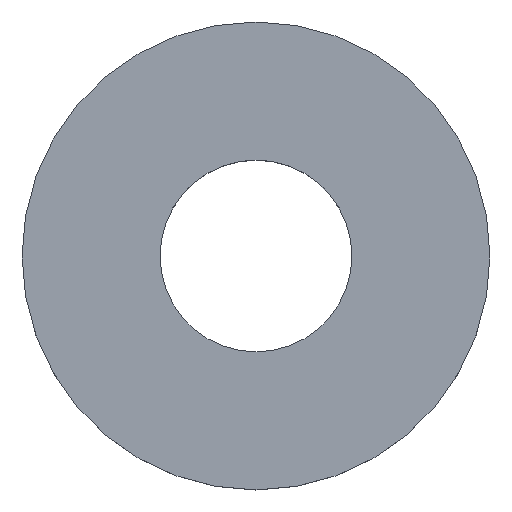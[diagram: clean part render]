
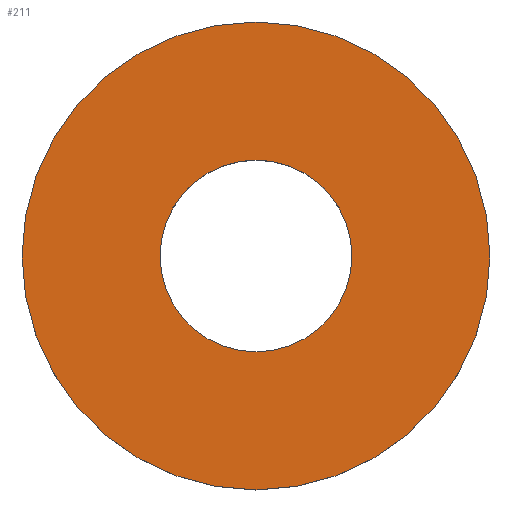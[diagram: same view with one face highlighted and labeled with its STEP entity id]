
A CAD part, top view. The second image highlights one B-rep face of the part: STEP entity #211.
In plain terms, the highlighted planar face has unit normal (0, 0, 1).
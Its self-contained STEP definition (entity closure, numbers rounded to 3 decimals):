
#3 = CARTESIAN_POINT ( 'NONE',  ( -10., 0., 5. ) ) ;
#8 = AXIS2_PLACEMENT_3D ( 'NONE', #104, #240, #268 ) ;
#10 = CARTESIAN_POINT ( 'NONE',  ( 0., 0., 5. ) ) ;
#11 = DIRECTION ( 'NONE',  ( 0., 0., 1. ) ) ;
#17 = CIRCLE ( 'NONE', #8, 10. ) ;
#23 = DIRECTION ( 'NONE',  ( 0., 0., 1. ) ) ;
#27 = EDGE_CURVE ( 'NONE', #131, #168, #189, .T. ) ;
#50 = AXIS2_PLACEMENT_3D ( 'NONE', #10, #76, #208 ) ;
#51 = FACE_OUTER_BOUND ( 'NONE', #110, .T. ) ;
#57 = AXIS2_PLACEMENT_3D ( 'NONE', #115, #11, #256 ) ;
#70 = ORIENTED_EDGE ( 'NONE', *, *, #125, .F. ) ;
#72 = FACE_BOUND ( 'NONE', #91, .T. ) ;
#76 = DIRECTION ( 'NONE',  ( 0., 0., 1. ) ) ;
#77 = EDGE_CURVE ( 'NONE', #163, #204, #17, .T. ) ;
#82 = AXIS2_PLACEMENT_3D ( 'NONE', #196, #178, #96 ) ;
#83 = CARTESIAN_POINT ( 'NONE',  ( 4.1, 0., 5. ) ) ;
#91 = EDGE_LOOP ( 'NONE', ( #242, #70 ) ) ;
#96 = DIRECTION ( 'NONE',  ( 1., 0., 0. ) ) ;
#104 = CARTESIAN_POINT ( 'NONE',  ( 0., 0., 5. ) ) ;
#110 = EDGE_LOOP ( 'NONE', ( #188, #202 ) ) ;
#111 = AXIS2_PLACEMENT_3D ( 'NONE', #275, #23, #130 ) ;
#115 = CARTESIAN_POINT ( 'NONE',  ( 0., 0., 5. ) ) ;
#125 = EDGE_CURVE ( 'NONE', #168, #131, #293, .T. ) ;
#130 = DIRECTION ( 'NONE',  ( 1., 0., 0. ) ) ;
#131 = VERTEX_POINT ( 'NONE', #201 ) ;
#151 = CIRCLE ( 'NONE', #57, 10. ) ;
#163 = VERTEX_POINT ( 'NONE', #269 ) ;
#168 = VERTEX_POINT ( 'NONE', #83 ) ;
#178 = DIRECTION ( 'NONE',  ( 0., 0., 1. ) ) ;
#188 = ORIENTED_EDGE ( 'NONE', *, *, #266, .T. ) ;
#189 = CIRCLE ( 'NONE', #50, 4.1 ) ;
#196 = CARTESIAN_POINT ( 'NONE',  ( 0., 0., 5. ) ) ;
#201 = CARTESIAN_POINT ( 'NONE',  ( -4.1, 0., 5. ) ) ;
#202 = ORIENTED_EDGE ( 'NONE', *, *, #77, .T. ) ;
#204 = VERTEX_POINT ( 'NONE', #3 ) ;
#208 = DIRECTION ( 'NONE',  ( 1., 0., 0. ) ) ;
#211 = ADVANCED_FACE ( 'NONE', ( #72, #51 ), #226, .T. ) ;
#226 = PLANE ( 'NONE',  #82 ) ;
#240 = DIRECTION ( 'NONE',  ( 0., 0., 1. ) ) ;
#242 = ORIENTED_EDGE ( 'NONE', *, *, #27, .F. ) ;
#256 = DIRECTION ( 'NONE',  ( 1., 0., 0. ) ) ;
#266 = EDGE_CURVE ( 'NONE', #204, #163, #151, .T. ) ;
#268 = DIRECTION ( 'NONE',  ( 1., 0., 0. ) ) ;
#269 = CARTESIAN_POINT ( 'NONE',  ( 10., 0., 5. ) ) ;
#275 = CARTESIAN_POINT ( 'NONE',  ( 0., 0., 5. ) ) ;
#293 = CIRCLE ( 'NONE', #111, 4.1 ) ;
